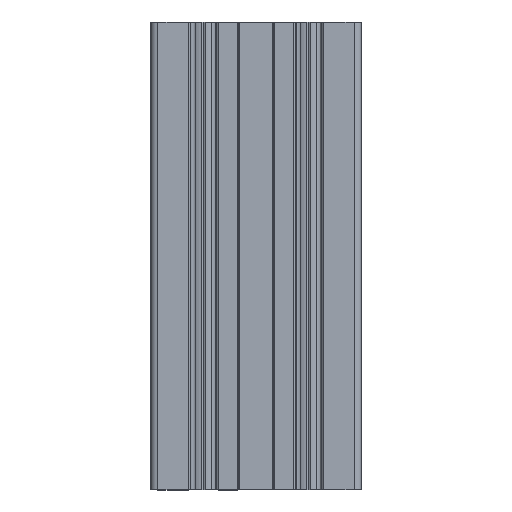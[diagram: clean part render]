
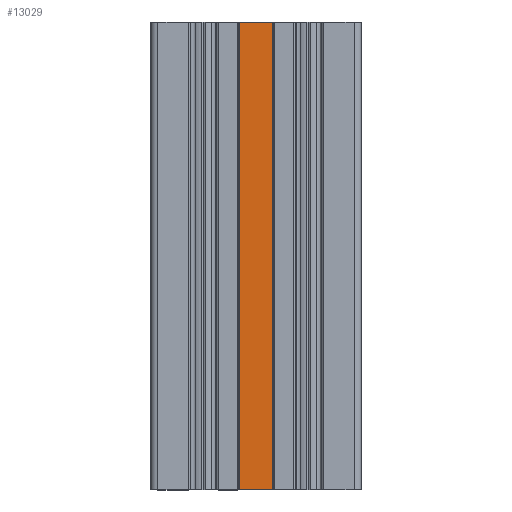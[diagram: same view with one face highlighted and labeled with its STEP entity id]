
A CAD part, top view. The second image highlights one B-rep face of the part: STEP entity #13029.
In plain terms, the highlighted planar face has unit normal (0, 0, 1).
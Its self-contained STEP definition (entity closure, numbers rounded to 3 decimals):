
#110 = VERTEX_POINT ( 'NONE', #10169 ) ;
#357 = VECTOR ( 'NONE', #12307, 1000. ) ;
#535 = VECTOR ( 'NONE', #11280, 1000. ) ;
#604 = ORIENTED_EDGE ( 'NONE', *, *, #3279, .T. ) ;
#1985 = CARTESIAN_POINT ( 'NONE',  ( 0., 200., 21.5 ) ) ;
#2534 = EDGE_CURVE ( 'NONE', #7471, #11431, #5300, .T. ) ;
#2591 = CARTESIAN_POINT ( 'NONE',  ( -7.2, 200., 21.5 ) ) ;
#2822 = EDGE_CURVE ( 'NONE', #3991, #110, #13009, .T. ) ;
#3279 = EDGE_CURVE ( 'NONE', #7471, #3991, #3745, .T. ) ;
#3745 = LINE ( 'NONE', #8467, #6698 ) ;
#3763 = FACE_OUTER_BOUND ( 'NONE', #3816, .T. ) ;
#3816 = EDGE_LOOP ( 'NONE', ( #6371, #10984, #6485, #604 ) ) ;
#3991 = VERTEX_POINT ( 'NONE', #14121 ) ;
#4944 = LINE ( 'NONE', #8734, #357 ) ;
#5300 = LINE ( 'NONE', #1985, #535 ) ;
#5305 = CARTESIAN_POINT ( 'NONE',  ( 7.2, 200., 21.5 ) ) ;
#6325 = CARTESIAN_POINT ( 'NONE',  ( -7.2, 0., 21.5 ) ) ;
#6371 = ORIENTED_EDGE ( 'NONE', *, *, #2822, .T. ) ;
#6485 = ORIENTED_EDGE ( 'NONE', *, *, #2534, .F. ) ;
#6618 = DIRECTION ( 'NONE',  ( 0., 0., 1. ) ) ;
#6698 = VECTOR ( 'NONE', #10869, 1000. ) ;
#7234 = AXIS2_PLACEMENT_3D ( 'NONE', #12534, #6618, #14919 ) ;
#7471 = VERTEX_POINT ( 'NONE', #2591 ) ;
#8162 = EDGE_CURVE ( 'NONE', #110, #11431, #4944, .T. ) ;
#8467 = CARTESIAN_POINT ( 'NONE',  ( -7.2, 0., 21.5 ) ) ;
#8734 = CARTESIAN_POINT ( 'NONE',  ( 7.2, 0., 21.5 ) ) ;
#9807 = VECTOR ( 'NONE', #11001, 1000. ) ;
#10103 = PLANE ( 'NONE',  #7234 ) ;
#10169 = CARTESIAN_POINT ( 'NONE',  ( 7.2, 0., 21.5 ) ) ;
#10869 = DIRECTION ( 'NONE',  ( 0., -1., 0. ) ) ;
#10984 = ORIENTED_EDGE ( 'NONE', *, *, #8162, .T. ) ;
#11001 = DIRECTION ( 'NONE',  ( 1., 0., 0. ) ) ;
#11280 = DIRECTION ( 'NONE',  ( 1., 0., 0. ) ) ;
#11431 = VERTEX_POINT ( 'NONE', #5305 ) ;
#12307 = DIRECTION ( 'NONE',  ( 0., 1., 0. ) ) ;
#12534 = CARTESIAN_POINT ( 'NONE',  ( -7.2, 0., 21.5 ) ) ;
#13009 = LINE ( 'NONE', #6325, #9807 ) ;
#13029 = ADVANCED_FACE ( 'NONE', ( #3763 ), #10103, .T. ) ;
#14121 = CARTESIAN_POINT ( 'NONE',  ( -7.2, 0., 21.5 ) ) ;
#14919 = DIRECTION ( 'NONE',  ( 1., 0., 0. ) ) ;
